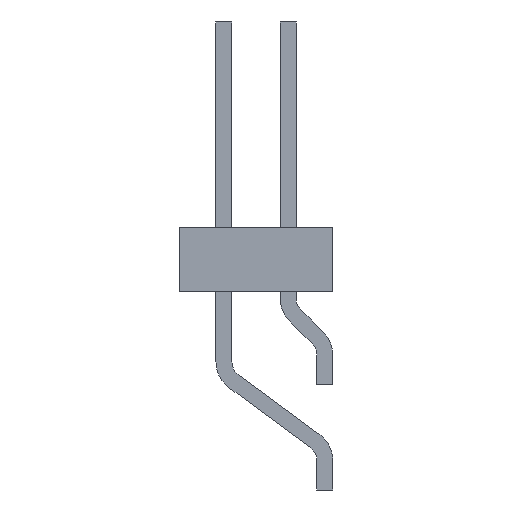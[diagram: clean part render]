
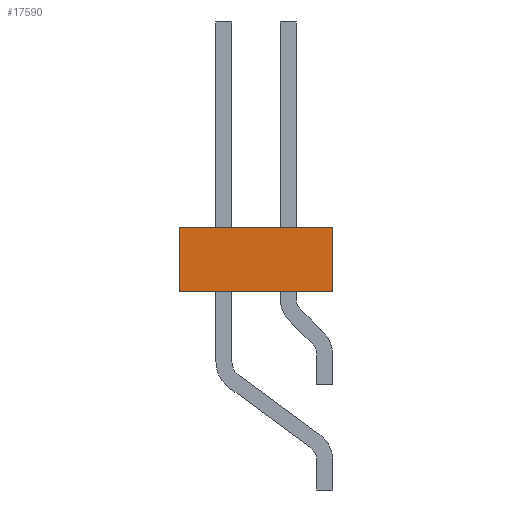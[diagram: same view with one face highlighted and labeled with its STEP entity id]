
A CAD part, left-side view. The second image highlights one B-rep face of the part: STEP entity #17590.
In plain terms, the highlighted planar face has unit normal (-1, 0, 0).
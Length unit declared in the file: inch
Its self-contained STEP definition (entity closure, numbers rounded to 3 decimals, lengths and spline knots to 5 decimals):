
#1756=ORIENTED_EDGE('',*,*,#6511,.T.);
#1757=ORIENTED_EDGE('',*,*,#6175,.F.);
#1758=ORIENTED_EDGE('',*,*,#6421,.F.);
#1759=ORIENTED_EDGE('',*,*,#5793,.T.);
#5793=EDGE_CURVE('',#8340,#8339,#10078,.T.);
#6175=EDGE_CURVE('',#8649,#8650,#10452,.T.);
#6421=EDGE_CURVE('',#8340,#8649,#10697,.T.);
#6511=EDGE_CURVE('',#8339,#8650,#10787,.T.);
#8339=VERTEX_POINT('',#24645);
#8340=VERTEX_POINT('',#24647);
#8649=VERTEX_POINT('',#25402);
#8650=VERTEX_POINT('',#25404);
#10078=LINE('',#24646,#12458);
#10452=LINE('',#25403,#12832);
#10697=LINE('',#25853,#13077);
#10787=LINE('',#26024,#13167);
#12458=VECTOR('',#19846,39.37008);
#12832=VECTOR('',#20366,39.37008);
#13077=VECTOR('',#20721,39.37008);
#13167=VECTOR('',#20829,39.37008);
#14792=EDGE_LOOP('',(#1756,#1757,#1758,#1759));
#15806=FACE_BOUND('',#14792,.T.);
#16784=PLANE('',#18555);
#17590=ADVANCED_FACE('',(#15806),#16784,.F.);
#18555=AXIS2_PLACEMENT_3D('',#26177,#20926,#20927);
#19846=DIRECTION('',(0.,0.,-1.));
#20366=DIRECTION('',(0.,0.,-1.));
#20721=DIRECTION('',(0.,-1.,0.));
#20829=DIRECTION('',(0.,-1.,0.));
#20926=DIRECTION('',(1.,0.,0.));
#20927=DIRECTION('',(0.,0.,-1.));
#24645=CARTESIAN_POINT('',(-0.45,0.12,-0.05));
#24646=CARTESIAN_POINT('',(-0.45,0.12,0.05));
#24647=CARTESIAN_POINT('',(-0.45,0.12,0.05));
#25402=CARTESIAN_POINT('',(-0.45,-0.12,0.05));
#25403=CARTESIAN_POINT('',(-0.45,-0.12,0.05));
#25404=CARTESIAN_POINT('',(-0.45,-0.12,-0.05));
#25853=CARTESIAN_POINT('',(-0.45,0.12,0.05));
#26024=CARTESIAN_POINT('',(-0.45,0.12,-0.05));
#26177=CARTESIAN_POINT('',(-0.45,0.12,0.05));
